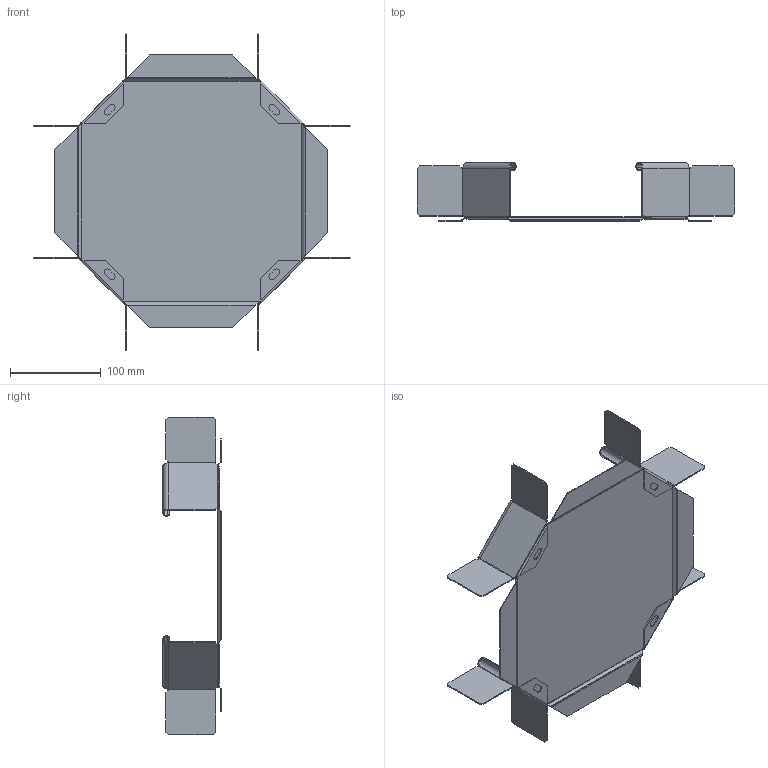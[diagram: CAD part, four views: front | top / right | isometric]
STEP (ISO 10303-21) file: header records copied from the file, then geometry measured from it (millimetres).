
FILE_DESCRIPTION((''),'2;1');
FILE_NAME('6043607_ASM','2012-06-28T',('AndreasKeweloh'),(''),'PRO/ENGINEER BY PARAMETRIC TECHNOLOGY CORPORATION, 2012130','PRO/ENGINEER BY PARAMETRIC TECHNOLOGY CORPORATION, 2012130','');
FILE_SCHEMA(('CONFIG_CONTROL_DESIGN'));
Length unit declared in the file: millimetre
Products named in the file (3): 6043631_2; 6043607_3; 6043607_ASM
Assembly tree (5 placements, depth 2):
  6043607_ASM
    6043631_2  x4
    6043607_3
Bounding box: 349.44 x 64.29 x 349.44 mm (x, y, z)
Volume: 127379.7 mm3; surface area: 235131.5 mm2
Topology: 5 solids, 5 shells, 310 faces, 716 edges, 416 vertices
Faces by surface type: plane 210, cylinder 68, bspline 32
Entity records: 4174 total; most frequent: CARTESIAN_POINT 1317, ORIENTED_EDGE 586, DIRECTION 519, EDGE_CURVE 293, VECTOR 229, LINE 229, VERTEX_POINT 164, AXIS2_PLACEMENT_3D 145
